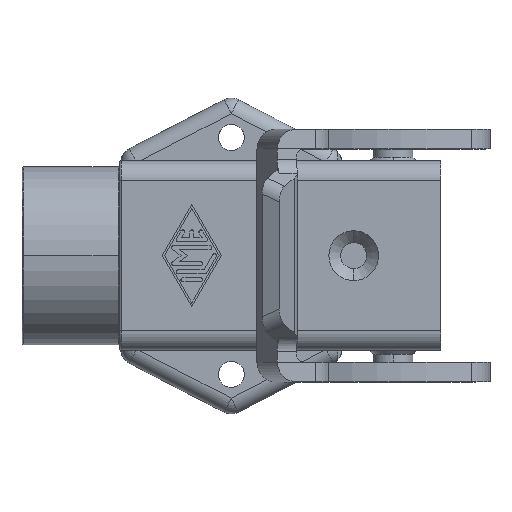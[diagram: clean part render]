
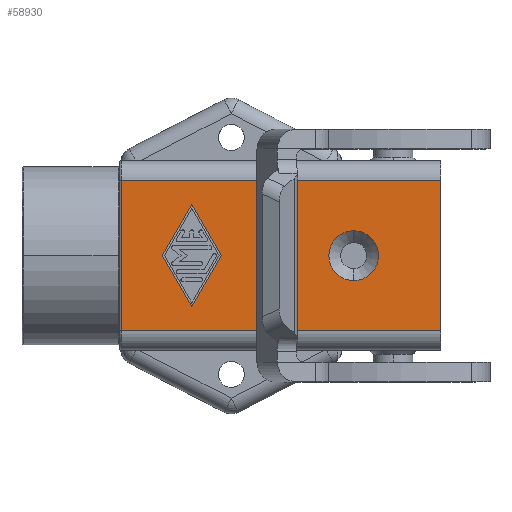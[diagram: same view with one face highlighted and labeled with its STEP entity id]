
A CAD part, top view. The second image highlights one B-rep face of the part: STEP entity #58930.
In plain terms, the highlighted planar face has unit normal (0, 0, 1).
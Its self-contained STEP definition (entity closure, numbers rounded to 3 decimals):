
#11200=CARTESIAN_POINT('',(26.5,9.5,26.5));
#11210=VERTEX_POINT('',#11200);
#11240=CARTESIAN_POINT('',(-13.925,9.5,26.5));
#11250=DIRECTION('',(1.,0.,0.));
#11260=VECTOR('',#11250,40.425);
#11270=LINE('',#11240,#11260);
#11280=CARTESIAN_POINT('',(-13.925,9.5,26.5));
#11290=VERTEX_POINT('',#11280);
#11300=EDGE_CURVE('',#11290,#11210,#11270,.T.);
#29680=CARTESIAN_POINT('',(15.5,-3.15,26.5));
#29690=VERTEX_POINT('',#29680);
#29720=CARTESIAN_POINT('',(15.5,0.,26.5));
#29730=DIRECTION('',(0.,0.,-1.));
#29740=DIRECTION('',(0.,-1.,0.));
#29750=AXIS2_PLACEMENT_3D('',#29720,#29730,#29740);
#29760=CIRCLE('',#29750,3.15);
#29770=CARTESIAN_POINT('',(15.5,3.15,26.5));
#29780=VERTEX_POINT('',#29770);
#29790=EDGE_CURVE('',#29690,#29780,#29760,.T.);
#33060=CARTESIAN_POINT('',(-13.925,-9.5,26.5));
#33070=VERTEX_POINT('',#33060);
#33100=CARTESIAN_POINT('',(26.5,-9.5,26.5));
#33110=DIRECTION('',(-1.,0.,0.));
#33120=VECTOR('',#33110,40.425);
#33130=LINE('',#33100,#33120);
#33140=CARTESIAN_POINT('',(26.5,-9.5,26.5));
#33150=VERTEX_POINT('',#33140);
#33160=EDGE_CURVE('',#33150,#33070,#33130,.T.);
#34950=CARTESIAN_POINT('',(-13.925,-9.5,26.5));
#34960=DIRECTION('',(0.,1.,0.));
#34970=VECTOR('',#34960,19.);
#34980=LINE('',#34950,#34970);
#34990=EDGE_CURVE('',#33070,#11290,#34980,.T.);
#50950=CARTESIAN_POINT('',(-1.25,0.,26.5));
#50960=VERTEX_POINT('',#50950);
#51010=CARTESIAN_POINT('',(-1.25,0.,26.5));
#51020=DIRECTION('',(-0.5,-0.866,0.));
#51030=VECTOR('',#51020,7.504);
#51040=LINE('',#51010,#51030);
#51050=CARTESIAN_POINT('',(-5.,-6.5,26.5));
#51060=VERTEX_POINT('',#51050);
#51070=EDGE_CURVE('',#50960,#51060,#51040,.T.);
#51350=CARTESIAN_POINT('',(-5.,6.5,26.5));
#51360=VERTEX_POINT('',#51350);
#51410=CARTESIAN_POINT('',(-5.,6.5,26.5));
#51420=DIRECTION('',(0.5,-0.866,0.));
#51430=VECTOR('',#51420,7.504);
#51440=LINE('',#51410,#51430);
#51450=EDGE_CURVE('',#51360,#50960,#51440,.T.);
#51660=CARTESIAN_POINT('',(-8.75,0.,26.5));
#51670=VERTEX_POINT('',#51660);
#51720=CARTESIAN_POINT('',(-8.75,0.,26.5));
#51730=DIRECTION('',(0.5,0.866,0.));
#51740=VECTOR('',#51730,7.504);
#51750=LINE('',#51720,#51740);
#51760=EDGE_CURVE('',#51670,#51360,#51750,.T.);
#51940=CARTESIAN_POINT('',(-5.,-6.5,26.5));
#51950=DIRECTION('',(-0.5,0.866,0.));
#51960=VECTOR('',#51950,7.504);
#51970=LINE('',#51940,#51960);
#51980=EDGE_CURVE('',#51060,#51670,#51970,.T.);
#58660=CARTESIAN_POINT('',(0.,0.,26.5));
#58670=DIRECTION('',(0.,0.,1.));
#58680=DIRECTION('',(1.,0.,0.));
#58690=AXIS2_PLACEMENT_3D('',#58660,#58670,#58680);
#58700=PLANE('',#58690);
#58710=ORIENTED_EDGE('',*,*,#11300,.F.);
#58720=CARTESIAN_POINT('',(26.5,-9.5,26.5));
#58730=DIRECTION('',(0.,1.,0.));
#58740=VECTOR('',#58730,19.);
#58750=LINE('',#58720,#58740);
#58760=EDGE_CURVE('',#33150,#11210,#58750,.T.);
#58770=ORIENTED_EDGE('',*,*,#58760,.T.);
#58780=ORIENTED_EDGE('',*,*,#33160,.F.);
#58790=ORIENTED_EDGE('',*,*,#34990,.F.);
#58800=EDGE_LOOP('',(#58790,#58780,#58770,#58710));
#58810=FACE_OUTER_BOUND('',#58800,.T.);
#58820=EDGE_CURVE('',#29780,#29690,#29760,.T.);
#58830=ORIENTED_EDGE('',*,*,#58820,.T.);
#58840=ORIENTED_EDGE('',*,*,#29790,.T.);
#58850=EDGE_LOOP('',(#58840,#58830));
#58860=FACE_BOUND('',#58850,.T.);
#58870=ORIENTED_EDGE('',*,*,#51450,.T.);
#58880=ORIENTED_EDGE('',*,*,#51760,.T.);
#58890=ORIENTED_EDGE('',*,*,#51980,.T.);
#58900=ORIENTED_EDGE('',*,*,#51070,.T.);
#58910=EDGE_LOOP('',(#58900,#58890,#58880,#58870));
#58920=FACE_BOUND('',#58910,.T.);
#58930=ADVANCED_FACE('',(#58810,#58860,#58920),#58700,.T.);
